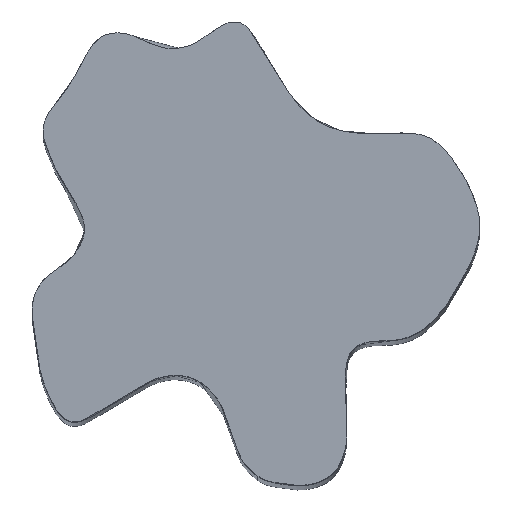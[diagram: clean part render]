
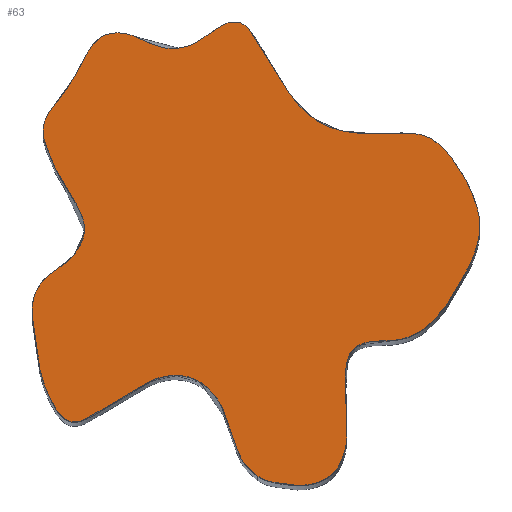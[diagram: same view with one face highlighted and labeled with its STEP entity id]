
A CAD part, top view. The second image highlights one B-rep face of the part: STEP entity #63.
In plain terms, the highlighted planar face has unit normal (0, 0, 1).
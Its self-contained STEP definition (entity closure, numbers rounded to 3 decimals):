
#63=ADVANCED_FACE($,(#79),#209,.T.);
#79=FACE_OUTER_BOUND($,#95,.T.);
#95=EDGE_LOOP($,(#132,#133));
#132=ORIENTED_EDGE($,*,*,#173,.F.);
#133=ORIENTED_EDGE($,*,*,#169,.F.);
#169=EDGE_CURVE($,#191,#192,#227,.T.);
#173=EDGE_CURVE($,#192,#191,#231,.T.);
#191=VERTEX_POINT($,#3292);
#192=VERTEX_POINT($,#3293);
#209=PLANE($,#263);
#227=B_SPLINE_CURVE_WITH_KNOTS($,3,(#2988,#2989,#2990,#2991,#2992,#2993,
#2994,#2995,#2996,#2997,#2998,#2999,#3000,#3001,#3002,#3003,#3004,#3005,
#3006,#3007,#3008,#3009,#3010,#3011,#3012,#3013,#3014,#3015,#3016,#3017,
#3018,#3019,#3020,#3021,#3022,#3023,#3024,#3025,#3026,#3027,#3028,#3029),
.UNSPECIFIED.,.F.,.F.,(4,1,1,1,1,1,1,1,1,1,1,1,1,1,1,1,1,1,1,1,1,1,1,1,1,
1,1,1,1,1,1,1,1,1,1,1,1,1,1,4),(-556.211,-554.038,-547.52,
-543.175,-534.484,-525.793,-517.102,
-508.412,-499.721,-491.03,-482.339,-477.994,
-471.476,-470.389,-468.217,-466.044,
-463.871,-461.699,-458.44,-451.922,-443.231,
-434.54,-425.849,-419.331,-414.711,-412.813,
-399.777,-391.086,-378.05,-369.359,
-360.668,-351.977,-347.632,-338.941,-330.25,
-321.56,-312.869,-304.178,-286.796,
-278.106),.UNSPECIFIED.);
#231=B_SPLINE_CURVE_WITH_KNOTS($,3,(#3076,#3077,#3078,#3079,#3080,#3081,
#3082,#3083,#3084,#3085,#3086,#3087,#3088,#3089,#3090,#3091,#3092,#3093,
#3094,#3095,#3096,#3097,#3098,#3099,#3100,#3101,#3102,#3103,#3104,#3105,
#3106,#3107,#3108,#3109,#3110,#3111,#3112,#3113,#3114,#3115,#3116,#3117,
#3118),.UNSPECIFIED.,.F.,.F.,(4,1,1,1,1,1,1,1,1,1,1,1,1,1,1,1,1,1,1,1,1,
1,1,1,1,1,1,1,1,1,1,1,1,1,1,1,1,1,1,1,4),(-278.106,-267.242,
-263.983,-260.724,-256.379,-247.688,-238.997,
-230.306,-223.788,-219.443,-215.097,
-208.579,-199.888,-195.543,-184.679,
-178.161,-165.125,-152.089,-143.398,
-139.053,-134.707,-130.362,-121.671,-104.29,
-95.599,-86.908,-80.39,-76.044,
-71.699,-68.44,-65.181,-56.49,
-47.799,-39.109,-32.59,-28.245,
-21.727,-17.382,-13.036,-6.518,0.),
.UNSPECIFIED.);
#263=AXIS2_PLACEMENT_3D($,#3120,#273,$);
#273=DIRECTION($,(0.,0.,1.));
#2988=CARTESIAN_POINT($,(-451.949,-77.195,453.952));
#2989=CARTESIAN_POINT($,(-452.561,-76.775,453.952));
#2990=CARTESIAN_POINT($,(-454.91,-74.778,453.952));
#2991=CARTESIAN_POINT($,(-457.599,-71.989,453.952));
#2992=CARTESIAN_POINT($,(-459.819,-65.641,453.952));
#2993=CARTESIAN_POINT($,(-461.946,-58.974,453.952));
#2994=CARTESIAN_POINT($,(-465.053,-50.965,453.952));
#2995=CARTESIAN_POINT($,(-471.131,-44.469,453.952));
#2996=CARTESIAN_POINT($,(-479.684,-41.974,453.952));
#2997=CARTESIAN_POINT($,(-488.207,-44.079,453.952));
#2998=CARTESIAN_POINT($,(-495.444,-48.588,453.952));
#2999=CARTESIAN_POINT($,(-501.536,-52.211,453.952));
#3000=CARTESIAN_POINT($,(-506.865,-55.613,453.952));
#3001=CARTESIAN_POINT($,(-510.375,-57.688,453.952));
#3002=CARTESIAN_POINT($,(-513.307,-58.633,453.952));
#3003=CARTESIAN_POINT($,(-515.191,-58.785,453.952));
#3004=CARTESIAN_POINT($,(-517.117,-58.196,453.952));
#3005=CARTESIAN_POINT($,(-518.888,-56.738,453.952));
#3006=CARTESIAN_POINT($,(-520.475,-55.069,453.952));
#3007=CARTESIAN_POINT($,(-522.456,-51.684,453.952));
#3008=CARTESIAN_POINT($,(-524.997,-46.227,453.952));
#3009=CARTESIAN_POINT($,(-526.97,-38.666,453.952));
#3010=CARTESIAN_POINT($,(-527.87,-30.02,453.952));
#3011=CARTESIAN_POINT($,(-529.188,-22.855,453.952));
#3012=CARTESIAN_POINT($,(-528.865,-15.968,453.952));
#3013=CARTESIAN_POINT($,(-526.005,-11.005,453.952));
#3014=CARTESIAN_POINT($,(-521.723,-6.977,453.952));
#3015=CARTESIAN_POINT($,(-514.901,-3.56,453.952));
#3016=CARTESIAN_POINT($,(-509.32,7.724,453.952));
#3017=CARTESIAN_POINT($,(-514.449,16.862,453.952));
#3018=CARTESIAN_POINT($,(-520.171,25.374,453.952));
#3019=CARTESIAN_POINT($,(-523.119,32.684,453.952));
#3020=CARTESIAN_POINT($,(-525.889,39.603,453.952));
#3021=CARTESIAN_POINT($,(-524.288,46.237,453.952));
#3022=CARTESIAN_POINT($,(-519.006,52.057,453.952));
#3023=CARTESIAN_POINT($,(-514.568,58.636,453.952));
#3024=CARTESIAN_POINT($,(-511.217,65.848,453.952));
#3025=CARTESIAN_POINT($,(-506.249,73.769,453.952));
#3026=CARTESIAN_POINT($,(-494.382,75.009,453.952));
#3027=CARTESIAN_POINT($,(-485.621,67.004,453.952));
#3028=CARTESIAN_POINT($,(-475.553,69.425,453.952));
#3029=CARTESIAN_POINT($,(-472.801,70.868,453.952));
#3076=CARTESIAN_POINT($,(-472.801,70.868,453.952));
#3077=CARTESIAN_POINT($,(-469.36,72.672,453.952));
#3078=CARTESIAN_POINT($,(-466.114,76.306,453.952));
#3079=CARTESIAN_POINT($,(-460.623,78.071,453.952));
#3080=CARTESIAN_POINT($,(-456.915,77.471,453.952));
#3081=CARTESIAN_POINT($,(-453.186,73.377,453.952));
#3082=CARTESIAN_POINT($,(-449.234,66.909,453.952));
#3083=CARTESIAN_POINT($,(-445.53,59.901,453.952));
#3084=CARTESIAN_POINT($,(-441.477,53.49,453.952));
#3085=CARTESIAN_POINT($,(-437.267,48.428,453.952));
#3086=CARTESIAN_POINT($,(-433.523,45.134,453.952));
#3087=CARTESIAN_POINT($,(-429.287,42.514,453.952));
#3088=CARTESIAN_POINT($,(-423.202,40.378,453.952));
#3089=CARTESIAN_POINT($,(-416.602,39.656,453.952));
#3090=CARTESIAN_POINT($,(-408.879,39.597,453.952));
#3091=CARTESIAN_POINT($,(-401.894,40.463,453.952));
#3092=CARTESIAN_POINT($,(-391.842,38.768,453.952));
#3093=CARTESIAN_POINT($,(-384.312,30.006,453.952));
#3094=CARTESIAN_POINT($,(-378.77,20.219,453.952));
#3095=CARTESIAN_POINT($,(-376.325,12.324,453.952));
#3096=CARTESIAN_POINT($,(-376.107,6.569,453.952));
#3097=CARTESIAN_POINT($,(-376.883,2.254,453.952));
#3098=CARTESIAN_POINT($,(-378.598,-3.214,453.952));
#3099=CARTESIAN_POINT($,(-383.137,-11.881,453.952));
#3100=CARTESIAN_POINT($,(-388.857,-21.542,453.952));
#3101=CARTESIAN_POINT($,(-397.673,-29.161,453.952));
#3102=CARTESIAN_POINT($,(-405.408,-31.239,453.952));
#3103=CARTESIAN_POINT($,(-411.818,-30.721,453.952));
#3104=CARTESIAN_POINT($,(-416.72,-31.886,453.952));
#3105=CARTESIAN_POINT($,(-420.073,-34.061,453.952));
#3106=CARTESIAN_POINT($,(-421.376,-37.245,453.952));
#3107=CARTESIAN_POINT($,(-422.391,-42.319,453.952));
#3108=CARTESIAN_POINT($,(-421.916,-48.719,453.952));
#3109=CARTESIAN_POINT($,(-421.813,-56.352,453.952));
#3110=CARTESIAN_POINT($,(-421.231,-65.15,453.952));
#3111=CARTESIAN_POINT($,(-422.967,-71.173,453.952));
#3112=CARTESIAN_POINT($,(-425.913,-76.704,453.952));
#3113=CARTESIAN_POINT($,(-430.573,-79.134,453.952));
#3114=CARTESIAN_POINT($,(-435.334,-80.385,453.952));
#3115=CARTESIAN_POINT($,(-440.362,-80.373,453.952));
#3116=CARTESIAN_POINT($,(-446.01,-79.536,453.952));
#3117=CARTESIAN_POINT($,(-450.114,-78.453,453.952));
#3118=CARTESIAN_POINT($,(-451.949,-77.195,453.952));
#3120=CARTESIAN_POINT($,(-363.086,22.91,453.952));
#3292=CARTESIAN_POINT($,(-451.949,-77.195,453.952));
#3293=CARTESIAN_POINT($,(-472.801,70.868,453.952));
